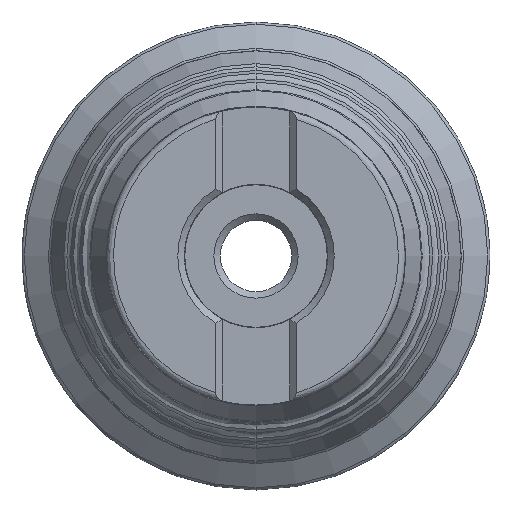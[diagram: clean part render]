
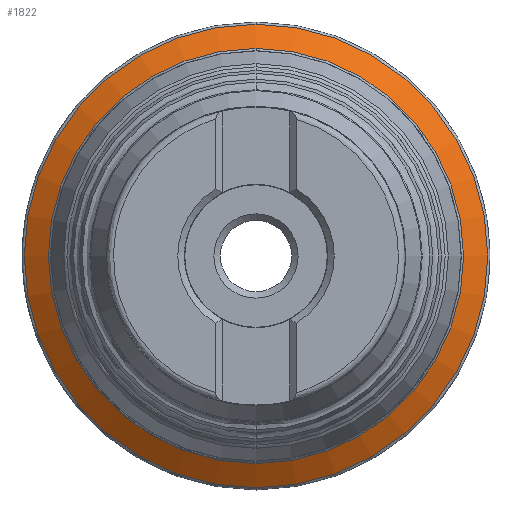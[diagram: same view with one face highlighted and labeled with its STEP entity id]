
A CAD part, left-side view. The second image highlights one B-rep face of the part: STEP entity #1822.
In plain terms, the highlighted conical face has half-angle 55.585 degrees and reference radius 32.033 mm.
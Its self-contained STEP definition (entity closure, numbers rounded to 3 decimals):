
#65 = VERTEX_POINT ( 'NONE', #1577 ) ;
#171 = CIRCLE ( 'NONE', #2353, 35.77 ) ;
#274 = ORIENTED_EDGE ( 'NONE', *, *, #1934, .F. ) ;
#449 = EDGE_LOOP ( 'NONE', ( #274, #1017 ) ) ;
#527 = AXIS2_PLACEMENT_3D ( 'NONE', #1826, #1827, #1837 ) ;
#540 = AXIS2_PLACEMENT_3D ( 'NONE', #1786, #1796, #1805 ) ;
#571 = EDGE_CURVE ( 'NONE', #65, #914, #171, .T. ) ;
#595 = ORIENTED_EDGE ( 'NONE', *, *, #1918, .T. ) ;
#608 = AXIS2_PLACEMENT_3D ( 'NONE', #1576, #1507, #1498 ) ;
#671 = CARTESIAN_POINT ( 'NONE',  ( -6.97, 0., -35.77 ) ) ;
#914 = VERTEX_POINT ( 'NONE', #671 ) ;
#1017 = ORIENTED_EDGE ( 'NONE', *, *, #571, .F. ) ;
#1030 = AXIS2_PLACEMENT_3D ( 'NONE', #2409, #2405, #2396 ) ;
#1133 = FACE_BOUND ( 'NONE', #1898, .T. ) ;
#1149 = CIRCLE ( 'NONE', #540, 32.033 ) ;
#1164 = CARTESIAN_POINT ( 'NONE',  ( -6.97, 0., 0. ) ) ;
#1172 = DIRECTION ( 'NONE',  ( 1., 0., 0. ) ) ;
#1267 = ORIENTED_EDGE ( 'NONE', *, *, #2678, .T. ) ;
#1498 = DIRECTION ( 'NONE',  ( 0., 0., -1. ) ) ;
#1507 = DIRECTION ( 'NONE',  ( 1., 0., 0. ) ) ;
#1528 = CIRCLE ( 'NONE', #1030, 32.033 ) ;
#1576 = CARTESIAN_POINT ( 'NONE',  ( -9.53, 0., 0. ) ) ;
#1577 = CARTESIAN_POINT ( 'NONE',  ( -6.97, 0., 35.77 ) ) ;
#1786 = CARTESIAN_POINT ( 'NONE',  ( -9.53, 0., 0. ) ) ;
#1796 = DIRECTION ( 'NONE',  ( 1., 0., 0. ) ) ;
#1805 = DIRECTION ( 'NONE',  ( 0., 0., -1. ) ) ;
#1822 = ADVANCED_FACE ( 'NONE', ( #2438, #1133 ), #1933, .T. ) ;
#1826 = CARTESIAN_POINT ( 'NONE',  ( -6.97, 0., 0. ) ) ;
#1827 = DIRECTION ( 'NONE',  ( 1., 0., 0. ) ) ;
#1837 = DIRECTION ( 'NONE',  ( 0., 0., -1. ) ) ;
#1898 = EDGE_LOOP ( 'NONE', ( #595, #1267 ) ) ;
#1918 = EDGE_CURVE ( 'NONE', #2072, #2007, #1149, .T. ) ;
#1933 = CONICAL_SURFACE ( 'NONE', #608, 32.033, 0.97 ) ;
#1934 = EDGE_CURVE ( 'NONE', #914, #65, #2162, .T. ) ;
#2007 = VERTEX_POINT ( 'NONE', #2062 ) ;
#2062 = CARTESIAN_POINT ( 'NONE',  ( -9.53, 0., 32.033 ) ) ;
#2072 = VERTEX_POINT ( 'NONE', #2643 ) ;
#2162 = CIRCLE ( 'NONE', #527, 35.77 ) ;
#2353 = AXIS2_PLACEMENT_3D ( 'NONE', #1164, #1172, #2658 ) ;
#2396 = DIRECTION ( 'NONE',  ( 0., 0., -1. ) ) ;
#2405 = DIRECTION ( 'NONE',  ( 1., 0., 0. ) ) ;
#2409 = CARTESIAN_POINT ( 'NONE',  ( -9.53, 0., 0. ) ) ;
#2438 = FACE_OUTER_BOUND ( 'NONE', #449, .T. ) ;
#2643 = CARTESIAN_POINT ( 'NONE',  ( -9.53, 0., -32.033 ) ) ;
#2658 = DIRECTION ( 'NONE',  ( 0., 0., -1. ) ) ;
#2678 = EDGE_CURVE ( 'NONE', #2007, #2072, #1528, .T. ) ;
